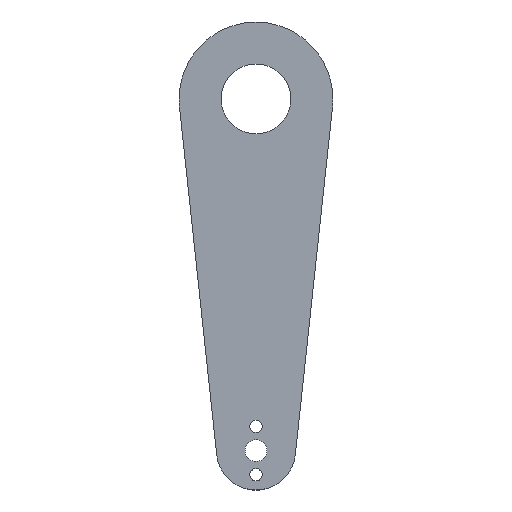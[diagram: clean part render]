
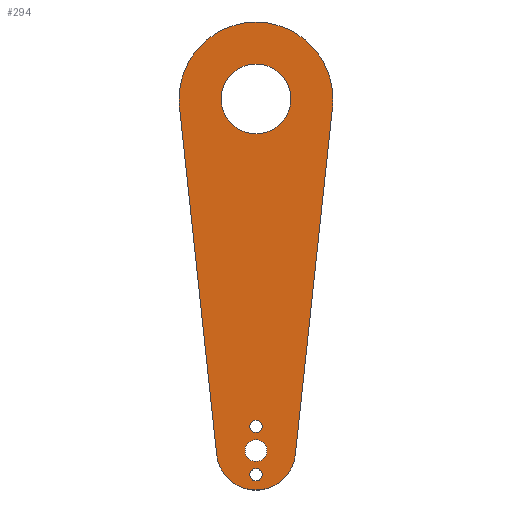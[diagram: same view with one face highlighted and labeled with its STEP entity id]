
A CAD part, top view. The second image highlights one B-rep face of the part: STEP entity #294.
In plain terms, the highlighted planar face has unit normal (0, 0, 1).
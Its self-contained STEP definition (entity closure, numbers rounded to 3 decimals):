
#6 = DIRECTION ( 'NONE',  ( 0., 0., 1. ) ) ;
#18 = CARTESIAN_POINT ( 'NONE',  ( 17.401, 78.141, 4.5 ) ) ;
#19 = EDGE_LOOP ( 'NONE', ( #509, #219 ) ) ;
#24 = EDGE_CURVE ( 'NONE', #183, #549, #58, .T. ) ;
#27 = DIRECTION ( 'NONE',  ( 0., 0., 1. ) ) ;
#30 = AXIS2_PLACEMENT_3D ( 'NONE', #323, #231, #94 ) ;
#33 = EDGE_CURVE ( 'NONE', #274, #381, #465, .T. ) ;
#42 = CIRCLE ( 'NONE', #118, 9. ) ;
#45 = CARTESIAN_POINT ( 'NONE',  ( 0., 80., 4.5 ) ) ;
#49 = AXIS2_PLACEMENT_3D ( 'NONE', #141, #6, #488 ) ;
#50 = EDGE_CURVE ( 'NONE', #173, #223, #441, .T. ) ;
#58 = CIRCLE ( 'NONE', #30, 17.5 ) ;
#61 = LINE ( 'NONE', #393, #414 ) ;
#64 = ORIENTED_EDGE ( 'NONE', *, *, #379, .F. ) ;
#75 = VERTEX_POINT ( 'NONE', #319 ) ;
#77 = CIRCLE ( 'NONE', #354, 1.4 ) ;
#83 = CARTESIAN_POINT ( 'NONE',  ( 0., -5.5, 4.5 ) ) ;
#85 = DIRECTION ( 'NONE',  ( 1., 0., 0. ) ) ;
#88 = CIRCLE ( 'NONE', #163, 7.938 ) ;
#94 = DIRECTION ( 'NONE',  ( 1., 0., 0. ) ) ;
#97 = CIRCLE ( 'NONE', #423, 2.5 ) ;
#110 = CARTESIAN_POINT ( 'NONE',  ( 0., 5.5, 4.5 ) ) ;
#114 = DIRECTION ( 'NONE',  ( 1., 0., 0. ) ) ;
#116 = DIRECTION ( 'NONE',  ( 1., 0., 0. ) ) ;
#118 = AXIS2_PLACEMENT_3D ( 'NONE', #286, #273, #445 ) ;
#122 = VERTEX_POINT ( 'NONE', #234 ) ;
#126 = ORIENTED_EDGE ( 'NONE', *, *, #547, .F. ) ;
#129 = LINE ( 'NONE', #473, #553 ) ;
#139 = ORIENTED_EDGE ( 'NONE', *, *, #506, .T. ) ;
#141 = CARTESIAN_POINT ( 'NONE',  ( 0., 80., 4.5 ) ) ;
#145 = AXIS2_PLACEMENT_3D ( 'NONE', #83, #341, #395 ) ;
#155 = DIRECTION ( 'NONE',  ( 1., 0., 0. ) ) ;
#160 = AXIS2_PLACEMENT_3D ( 'NONE', #45, #391, #302 ) ;
#163 = AXIS2_PLACEMENT_3D ( 'NONE', #498, #346, #114 ) ;
#165 = CARTESIAN_POINT ( 'NONE',  ( -2.5, 0., 4.5 ) ) ;
#171 = FACE_BOUND ( 'NONE', #400, .T. ) ;
#172 = AXIS2_PLACEMENT_3D ( 'NONE', #478, #550, #347 ) ;
#173 = VERTEX_POINT ( 'NONE', #334 ) ;
#174 = CIRCLE ( 'NONE', #374, 1.4 ) ;
#183 = VERTEX_POINT ( 'NONE', #18 ) ;
#194 = EDGE_CURVE ( 'NONE', #75, #215, #77, .T. ) ;
#213 = VERTEX_POINT ( 'NONE', #291 ) ;
#215 = VERTEX_POINT ( 'NONE', #453 ) ;
#219 = ORIENTED_EDGE ( 'NONE', *, *, #372, .F. ) ;
#221 = DIRECTION ( 'NONE',  ( 0.106, -0.994, 0. ) ) ;
#222 = CIRCLE ( 'NONE', #281, 17.5 ) ;
#223 = VERTEX_POINT ( 'NONE', #339 ) ;
#224 = CARTESIAN_POINT ( 'NONE',  ( 0., 0., 4.5 ) ) ;
#231 = DIRECTION ( 'NONE',  ( 0., 0., 1. ) ) ;
#234 = CARTESIAN_POINT ( 'NONE',  ( 7.938, 80., 4.5 ) ) ;
#240 = EDGE_CURVE ( 'NONE', #532, #247, #97, .T. ) ;
#247 = VERTEX_POINT ( 'NONE', #293 ) ;
#256 = FACE_BOUND ( 'NONE', #332, .T. ) ;
#264 = EDGE_LOOP ( 'NONE', ( #64, #126 ) ) ;
#273 = DIRECTION ( 'NONE',  ( 0., 0., 1. ) ) ;
#274 = VERTEX_POINT ( 'NONE', #535 ) ;
#275 = EDGE_CURVE ( 'NONE', #381, #413, #61, .T. ) ;
#281 = AXIS2_PLACEMENT_3D ( 'NONE', #307, #476, #85 ) ;
#286 = CARTESIAN_POINT ( 'NONE',  ( 0., 0., 4.5 ) ) ;
#288 = EDGE_CURVE ( 'NONE', #213, #183, #129, .T. ) ;
#290 = AXIS2_PLACEMENT_3D ( 'NONE', #224, #430, #557 ) ;
#291 = CARTESIAN_POINT ( 'NONE',  ( 8.949, -0.956, 4.5 ) ) ;
#293 = CARTESIAN_POINT ( 'NONE',  ( 2.5, 0., 4.5 ) ) ;
#294 = ADVANCED_FACE ( 'NONE', ( #256, #309, #514, #171, #343 ), #305, .T. ) ;
#295 = ORIENTED_EDGE ( 'NONE', *, *, #33, .T. ) ;
#297 = EDGE_CURVE ( 'NONE', #223, #173, #320, .T. ) ;
#298 = CARTESIAN_POINT ( 'NONE',  ( -17.401, 78.141, 4.5 ) ) ;
#302 = DIRECTION ( 'NONE',  ( 1., 0., 0. ) ) ;
#305 = PLANE ( 'NONE',  #172 ) ;
#307 = CARTESIAN_POINT ( 'NONE',  ( 0., 80., 4.5 ) ) ;
#309 = FACE_BOUND ( 'NONE', #19, .T. ) ;
#311 = ORIENTED_EDGE ( 'NONE', *, *, #297, .F. ) ;
#312 = DIRECTION ( 'NONE',  ( 0., 0., 1. ) ) ;
#319 = CARTESIAN_POINT ( 'NONE',  ( 1.4, 5.5, 4.5 ) ) ;
#320 = CIRCLE ( 'NONE', #145, 1.4 ) ;
#321 = DIRECTION ( 'NONE',  ( 1., 0., 0. ) ) ;
#322 = CARTESIAN_POINT ( 'NONE',  ( 0., -5.5, 4.5 ) ) ;
#323 = CARTESIAN_POINT ( 'NONE',  ( 0., 80., 4.5 ) ) ;
#328 = ORIENTED_EDGE ( 'NONE', *, *, #50, .F. ) ;
#329 = CARTESIAN_POINT ( 'NONE',  ( -8.949, -0.956, 4.5 ) ) ;
#332 = EDGE_LOOP ( 'NONE', ( #328, #311 ) ) ;
#334 = CARTESIAN_POINT ( 'NONE',  ( -1.4, -5.5, 4.5 ) ) ;
#336 = EDGE_CURVE ( 'NONE', #549, #274, #222, .T. ) ;
#339 = CARTESIAN_POINT ( 'NONE',  ( 1.4, -5.5, 4.5 ) ) ;
#341 = DIRECTION ( 'NONE',  ( 0., 0., 1. ) ) ;
#343 = FACE_BOUND ( 'NONE', #264, .T. ) ;
#346 = DIRECTION ( 'NONE',  ( 0., 0., 1. ) ) ;
#347 = DIRECTION ( 'NONE',  ( 1., 0., 0. ) ) ;
#348 = ORIENTED_EDGE ( 'NONE', *, *, #24, .T. ) ;
#354 = AXIS2_PLACEMENT_3D ( 'NONE', #110, #27, #116 ) ;
#362 = DIRECTION ( 'NONE',  ( 0., 0., 1. ) ) ;
#363 = CARTESIAN_POINT ( 'NONE',  ( 0., 5.5, 4.5 ) ) ;
#372 = EDGE_CURVE ( 'NONE', #247, #532, #459, .T. ) ;
#374 = AXIS2_PLACEMENT_3D ( 'NONE', #363, #312, #321 ) ;
#377 = CARTESIAN_POINT ( 'NONE',  ( 17.5, 80., 4.5 ) ) ;
#379 = EDGE_CURVE ( 'NONE', #418, #122, #432, .T. ) ;
#381 = VERTEX_POINT ( 'NONE', #298 ) ;
#391 = DIRECTION ( 'NONE',  ( 0., 0., 1. ) ) ;
#393 = CARTESIAN_POINT ( 'NONE',  ( -8.949, -0.956, 4.5 ) ) ;
#394 = ORIENTED_EDGE ( 'NONE', *, *, #336, .T. ) ;
#395 = DIRECTION ( 'NONE',  ( 1., 0., 0. ) ) ;
#400 = EDGE_LOOP ( 'NONE', ( #542, #500 ) ) ;
#401 = CARTESIAN_POINT ( 'NONE',  ( -7.938, 80., 4.5 ) ) ;
#410 = DIRECTION ( 'NONE',  ( 1., 0., 0. ) ) ;
#413 = VERTEX_POINT ( 'NONE', #329 ) ;
#414 = VECTOR ( 'NONE', #221, 1000. ) ;
#418 = VERTEX_POINT ( 'NONE', #401 ) ;
#423 = AXIS2_PLACEMENT_3D ( 'NONE', #457, #462, #155 ) ;
#430 = DIRECTION ( 'NONE',  ( 0., 0., 1. ) ) ;
#432 = CIRCLE ( 'NONE', #160, 7.938 ) ;
#441 = CIRCLE ( 'NONE', #507, 1.4 ) ;
#445 = DIRECTION ( 'NONE',  ( 1., 0., 0. ) ) ;
#453 = CARTESIAN_POINT ( 'NONE',  ( -1.4, 5.5, 4.5 ) ) ;
#457 = CARTESIAN_POINT ( 'NONE',  ( 0., 0., 4.5 ) ) ;
#459 = CIRCLE ( 'NONE', #290, 2.5 ) ;
#462 = DIRECTION ( 'NONE',  ( 0., 0., 1. ) ) ;
#465 = CIRCLE ( 'NONE', #49, 17.5 ) ;
#468 = ORIENTED_EDGE ( 'NONE', *, *, #288, .T. ) ;
#473 = CARTESIAN_POINT ( 'NONE',  ( 17.401, 78.141, 4.5 ) ) ;
#476 = DIRECTION ( 'NONE',  ( 0., 0., 1. ) ) ;
#478 = CARTESIAN_POINT ( 'NONE',  ( 0., 0., 4.5 ) ) ;
#488 = DIRECTION ( 'NONE',  ( 1., 0., 0. ) ) ;
#498 = CARTESIAN_POINT ( 'NONE',  ( 0., 80., 4.5 ) ) ;
#500 = ORIENTED_EDGE ( 'NONE', *, *, #194, .F. ) ;
#504 = EDGE_CURVE ( 'NONE', #215, #75, #174, .T. ) ;
#506 = EDGE_CURVE ( 'NONE', #413, #213, #42, .T. ) ;
#507 = AXIS2_PLACEMENT_3D ( 'NONE', #322, #362, #410 ) ;
#509 = ORIENTED_EDGE ( 'NONE', *, *, #240, .F. ) ;
#514 = FACE_OUTER_BOUND ( 'NONE', #519, .T. ) ;
#515 = ORIENTED_EDGE ( 'NONE', *, *, #275, .T. ) ;
#519 = EDGE_LOOP ( 'NONE', ( #139, #468, #348, #394, #295, #515 ) ) ;
#532 = VERTEX_POINT ( 'NONE', #165 ) ;
#535 = CARTESIAN_POINT ( 'NONE',  ( -17.5, 80., 4.5 ) ) ;
#542 = ORIENTED_EDGE ( 'NONE', *, *, #504, .F. ) ;
#547 = EDGE_CURVE ( 'NONE', #122, #418, #88, .T. ) ;
#549 = VERTEX_POINT ( 'NONE', #377 ) ;
#550 = DIRECTION ( 'NONE',  ( 0., 0., 1. ) ) ;
#553 = VECTOR ( 'NONE', #554, 1000. ) ;
#554 = DIRECTION ( 'NONE',  ( 0.106, 0.994, 0. ) ) ;
#557 = DIRECTION ( 'NONE',  ( 1., 0., 0. ) ) ;
